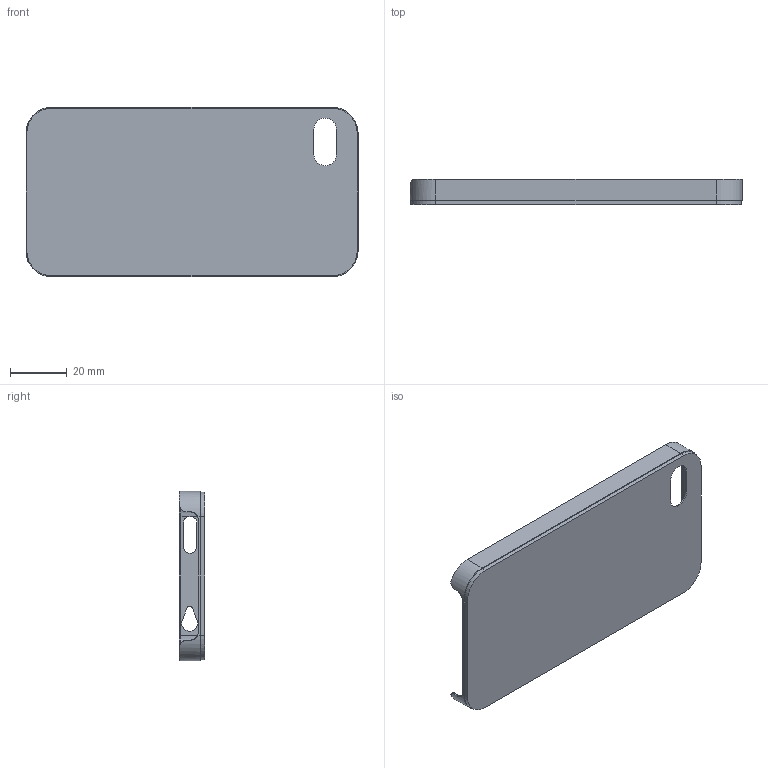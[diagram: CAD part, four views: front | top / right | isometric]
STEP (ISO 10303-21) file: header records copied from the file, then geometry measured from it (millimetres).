
FILE_DESCRIPTION (( 'STEP AP214' ), '1' );
FILE_NAME ('iPhone cover.STEP', '2012-11-12T11:07:31', ( '' ), ( '' ), 'SwSTEP 2.0', 'SolidWorks 2011', '' );
FILE_SCHEMA (( 'AUTOMOTIVE_DESIGN' ));
Length unit declared in the file: millimetre
Products named in the file (1): iPhone cover
Bounding box: 116.5 x 8.82 x 59.48 mm (x, y, z)
Volume: 4610.3 mm3; surface area: 18698.1 mm2
Topology: 1 solids, 1 shells, 87 faces, 253 edges, 168 vertices
Faces by surface type: plane 44, cylinder 43
Entity records: 3053 total; most frequent: CARTESIAN_POINT 635, ORIENTED_EDGE 506, DIRECTION 501, EDGE_CURVE 253, AXIS2_PLACEMENT_3D 172, VERTEX_POINT 168, VECTOR 157, LINE 157
